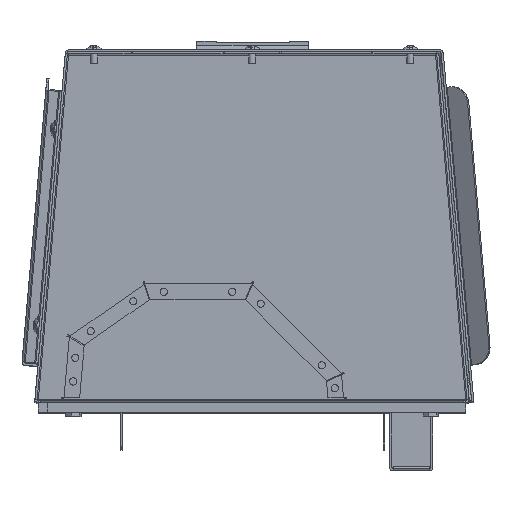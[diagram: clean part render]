
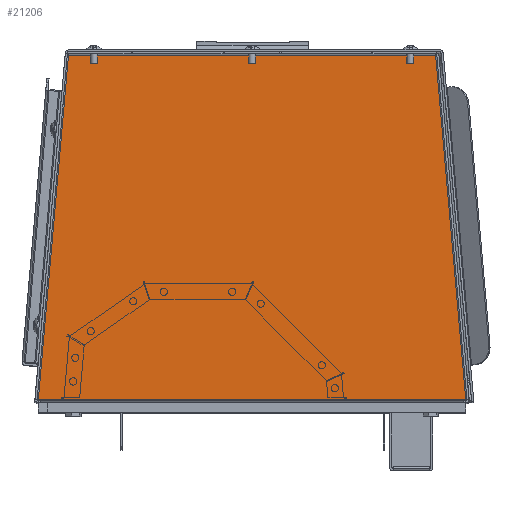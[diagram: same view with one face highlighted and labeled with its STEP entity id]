
A CAD part, front view. The second image highlights one B-rep face of the part: STEP entity #21206.
In plain terms, the highlighted planar face has unit normal (0, -1, 0.001).
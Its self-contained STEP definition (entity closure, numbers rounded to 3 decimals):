
#493 = VECTOR ( 'NONE', #37018, 39.37 ) ;
#780 = LINE ( 'NONE', #17114, #51102 ) ;
#3737 = LINE ( 'NONE', #70646, #41737 ) ;
#6051 = CARTESIAN_POINT ( 'NONE',  ( -4.948, 0.596, 4.721 ) ) ;
#7036 = EDGE_CURVE ( 'NONE', #60057, #28738, #49328, .T. ) ;
#7146 = EDGE_CURVE ( 'NONE', #69458, #58390, #3737, .T. ) ;
#7684 = EDGE_CURVE ( 'NONE', #28738, #58390, #67487, .T. ) ;
#8177 = EDGE_CURVE ( 'NONE', #69458, #62016, #62649, .T. ) ;
#8711 = CARTESIAN_POINT ( 'NONE',  ( 5.726, 0.588, -4.533 ) ) ;
#11484 = VECTOR ( 'NONE', #30291, 39.37 ) ;
#15971 = DIRECTION ( 'NONE',  ( 0., -1., 0.001 ) ) ;
#17045 = PLANE ( 'NONE',  #47896 ) ;
#17114 = CARTESIAN_POINT ( 'NONE',  ( 5.643, 0.589, -3.585 ) ) ;
#18481 = CARTESIAN_POINT ( 'NONE',  ( -4.948, 0.596, 4.721 ) ) ;
#18559 = ORIENTED_EDGE ( 'NONE', *, *, #7146, .F. ) ;
#18969 = EDGE_CURVE ( 'NONE', #62016, #40554, #780, .T. ) ;
#20792 = DIRECTION ( 'NONE',  ( -1., 0., 0. ) ) ;
#21206 = ADVANCED_FACE ( 'NONE', ( #65794 ), #17045, .T. ) ;
#24826 = CARTESIAN_POINT ( 'NONE',  ( 5.668, 0.588, -4.533 ) ) ;
#27881 = DIRECTION ( 'NONE',  ( 1., 0., 0. ) ) ;
#28208 = DIRECTION ( 'NONE',  ( -0.087, -0.001, -0.996 ) ) ;
#28738 = VERTEX_POINT ( 'NONE', #36348 ) ;
#30291 = DIRECTION ( 'NONE',  ( 1., 0., 0. ) ) ;
#31019 = EDGE_CURVE ( 'NONE', #40554, #60057, #58842, .T. ) ;
#32385 = ORIENTED_EDGE ( 'NONE', *, *, #8177, .T. ) ;
#32935 = ORIENTED_EDGE ( 'NONE', *, *, #31019, .T. ) ;
#36348 = CARTESIAN_POINT ( 'NONE',  ( -5.757, 0.588, -4.533 ) ) ;
#37018 = DIRECTION ( 'NONE',  ( -1., 0., 0. ) ) ;
#37224 = CARTESIAN_POINT ( 'NONE',  ( -5.699, 0.588, -4.533 ) ) ;
#37384 = CARTESIAN_POINT ( 'NONE',  ( 4.917, 0.596, 4.721 ) ) ;
#40554 = VERTEX_POINT ( 'NONE', #65173 ) ;
#41737 = VECTOR ( 'NONE', #20792, 39.37 ) ;
#47896 = AXIS2_PLACEMENT_3D ( 'NONE', #61048, #15971, #55239 ) ;
#49328 = LINE ( 'NONE', #6051, #63799 ) ;
#49513 = DIRECTION ( 'NONE',  ( -0.087, 0.001, 0.996 ) ) ;
#50386 = CARTESIAN_POINT ( 'NONE',  ( -5.757, 0.588, -4.533 ) ) ;
#50879 = ORIENTED_EDGE ( 'NONE', *, *, #7036, .T. ) ;
#51102 = VECTOR ( 'NONE', #49513, 39.37 ) ;
#55239 = DIRECTION ( 'NONE',  ( -0.087, 0.001, 0.996 ) ) ;
#58390 = VERTEX_POINT ( 'NONE', #37224 ) ;
#58842 = LINE ( 'NONE', #37384, #493 ) ;
#60057 = VERTEX_POINT ( 'NONE', #18481 ) ;
#60138 = CARTESIAN_POINT ( 'NONE',  ( 5.668, 0.588, -4.533 ) ) ;
#60401 = VECTOR ( 'NONE', #27881, 39.37 ) ;
#60582 = EDGE_LOOP ( 'NONE', ( #50879, #70194, #18559, #32385, #63269, #32935 ) ) ;
#61048 = CARTESIAN_POINT ( 'NONE',  ( -5.699, 0.588, -4.577 ) ) ;
#62016 = VERTEX_POINT ( 'NONE', #8711 ) ;
#62649 = LINE ( 'NONE', #24826, #11484 ) ;
#63269 = ORIENTED_EDGE ( 'NONE', *, *, #18969, .T. ) ;
#63799 = VECTOR ( 'NONE', #28208, 39.37 ) ;
#65173 = CARTESIAN_POINT ( 'NONE',  ( 4.917, 0.596, 4.721 ) ) ;
#65794 = FACE_OUTER_BOUND ( 'NONE', #60582, .T. ) ;
#67487 = LINE ( 'NONE', #50386, #60401 ) ;
#69458 = VERTEX_POINT ( 'NONE', #60138 ) ;
#70194 = ORIENTED_EDGE ( 'NONE', *, *, #7684, .T. ) ;
#70646 = CARTESIAN_POINT ( 'NONE',  ( 5.668, 0.588, -4.533 ) ) ;
